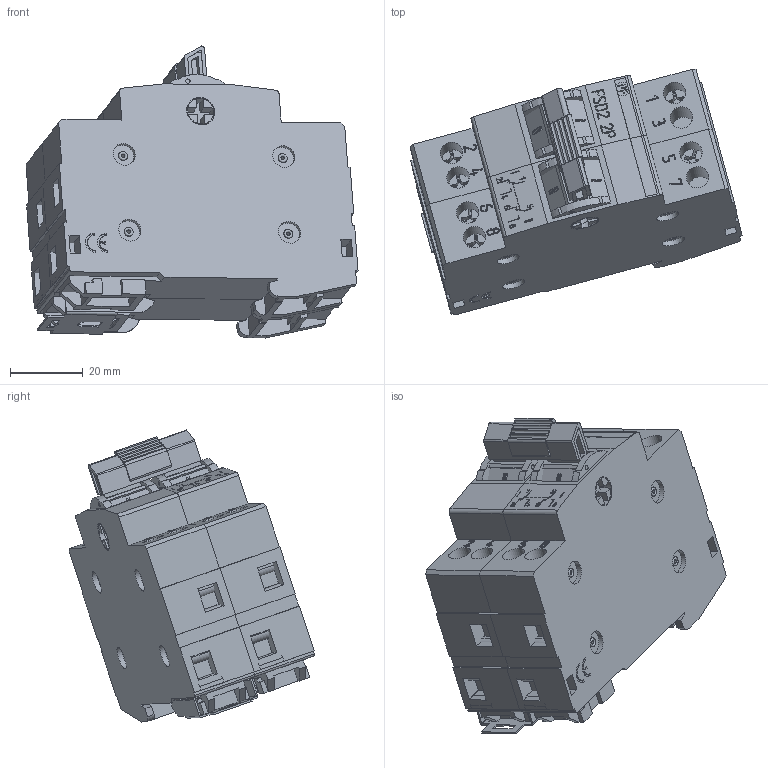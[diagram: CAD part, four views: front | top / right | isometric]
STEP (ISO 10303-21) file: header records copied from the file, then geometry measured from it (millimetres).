
FILE_DESCRIPTION(('STEP AP242'), '1');
FILE_NAME('栖闉罻 FSD2 2P', '', ('UNSPECIFIED'), ('UNSPECIFIED'), 'C3D Converter', 'C3D Toolkit', '');
FILE_SCHEMA(('AP242_MANAGED_MODEL_BASED_3D_ENGINEERING_MIM_LF { 1 0 10303 442 1 1 4 }'));
Length unit declared in the file: millimetre
Assembly tree (43 placements, depth 3):
  (unnamed)
    (unnamed)
      (unnamed)
      (unnamed)
      (unnamed)
      (unnamed)
      (unnamed)  x5
      (unnamed)
      (unnamed)  x2
      (unnamed)
      (unnamed)
      (unnamed)  x3
      (unnamed)
      (unnamed)
    (unnamed)
      (unnamed)  x5
      (unnamed)
      (unnamed)
      (unnamed)  x3
      (unnamed)
      (unnamed)
      (unnamed)  x2
      (unnamed)
      (unnamed)
      (unnamed)  x2
      (unnamed)
      (unnamed)
    (unnamed)
    (unnamed)
Bounding box: 91.35 x 67.5 x 80.35 mm (x, y, z)
Volume: 152763.6 mm3; surface area: 47267.4 mm2
Topology: 43 solids, 43 shells, 1870 faces, 4928 edges, 3244 vertices
Faces by surface type: plane 1137, extrusion 490, cylinder 205, torus 38
Full cylindrical faces by diameter (mm): 1 x16, 1.075 x16, 1.25 x4, 2.5 x8, 2.545 x7, 3.5 x6, 4 x6, 6.1 x6, 6.2 x8, 6.3 x16, 7.5 x4, 8 x8
Entity records: 51947 total; most frequent: CARTESIAN_POINT 11354, ORIENTED_EDGE 8246, DIRECTION 6277, EDGE_CURVE 4123, VECTOR 3293, LINE 2827, VERTEX_POINT 2777, EDGE_LOOP 1795
